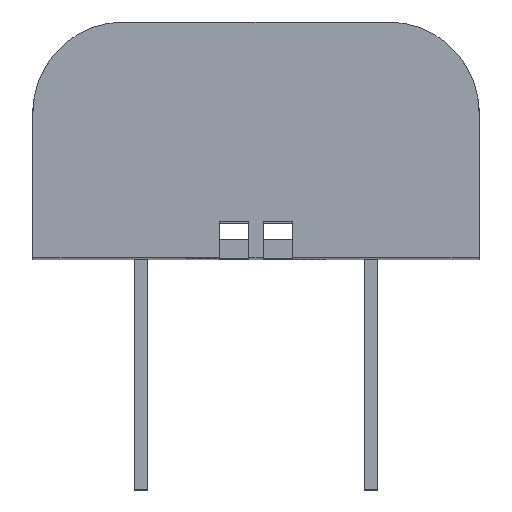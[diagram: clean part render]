
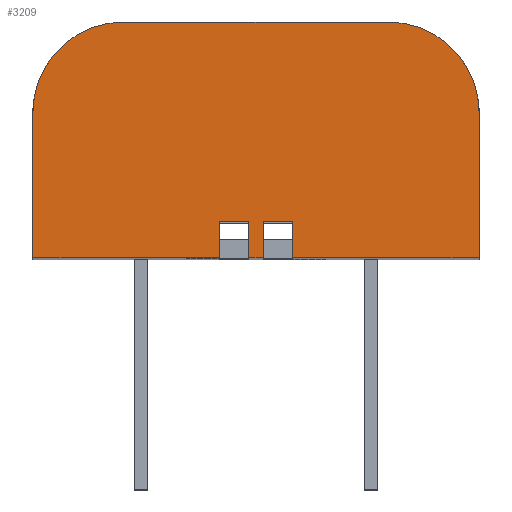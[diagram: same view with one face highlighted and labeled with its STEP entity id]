
A CAD part, top view. The second image highlights one B-rep face of the part: STEP entity #3209.
In plain terms, the highlighted planar face has unit normal (0, 0, 1).
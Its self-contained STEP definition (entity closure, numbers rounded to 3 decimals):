
#3046=VERTEX_POINT('NONE',#3047);
#3047=CARTESIAN_POINT('',(2.0,-6.5,26.49));
#3064=VERTEX_POINT('NONE',#3065);
#3065=CARTESIAN_POINT('',(0.4,-6.5,26.49));
#3071=EDGE_CURVE('NONE',#3064,#3072,#3074,.F.);
#3072=VERTEX_POINT('NONE',#3073);
#3073=CARTESIAN_POINT('',(-0.4,-6.5,26.49));
#3074=LINE('',#3075,#3076);
#3075=CARTESIAN_POINT('',(-12.295,-6.5,26.49));
#3076=VECTOR('',#3077,1.0);
#3077=DIRECTION('',(1.0,0.0,0.0));
#3096=VERTEX_POINT('NONE',#3097);
#3097=CARTESIAN_POINT('',(-2.0,-6.5,26.49));
#3103=EDGE_CURVE('NONE',#3096,#3104,#3106,.F.);
#3104=VERTEX_POINT('NONE',#3105);
#3105=CARTESIAN_POINT('',(-12.295,-6.5,26.49));
#3106=LINE('',#3107,#3108);
#3107=CARTESIAN_POINT('',(-12.295,-6.5,26.49));
#3108=VECTOR('',#3109,1.0);
#3109=DIRECTION('',(1.0,0.0,0.0));
#3192=VERTEX_POINT('NONE',#3193);
#3193=CARTESIAN_POINT('',(12.295,-6.5,26.49));
#3199=EDGE_CURVE('NONE',#3192,#3046,#3200,.F.);
#3200=LINE('',#3201,#3202);
#3201=CARTESIAN_POINT('',(-12.295,-6.5,26.49));
#3202=VECTOR('',#3203,1.0);
#3203=DIRECTION('',(1.0,0.0,0.0));
#3209=ADVANCED_FACE('NONE',(#3210),#3299,.T.);
#3210=FACE_BOUND('NONE',#3211,.T.);
#3211=EDGE_LOOP('',(#3212,#3222,#3228,#3229,#3237,#3246,#3254,#3263,#3269,#3270,#3278,#3286,#3292,#3293));
#3212=ORIENTED_EDGE('',*,*,#3213,.T.);
#3213=EDGE_CURVE('NONE',#3214,#3216,#3218,.T.);
#3214=VERTEX_POINT('NONE',#3215);
#3215=CARTESIAN_POINT('',(0.4,-4.5,26.49));
#3216=VERTEX_POINT('NONE',#3217);
#3217=CARTESIAN_POINT('',(2.0,-4.5,26.49));
#3218=LINE('',#3219,#3220);
#3219=CARTESIAN_POINT('',(0.4,-4.5,26.49));
#3220=VECTOR('',#3221,1.0);
#3221=DIRECTION('',(1.0,0.0,0.0));
#3222=ORIENTED_EDGE('',*,*,#3223,.T.);
#3223=EDGE_CURVE('NONE',#3216,#3046,#3224,.T.);
#3224=LINE('',#3225,#3226);
#3225=CARTESIAN_POINT('',(2.0,-4.5,26.49));
#3226=VECTOR('',#3227,1.0);
#3227=DIRECTION('',(0.,-1.0,0.0));
#3228=ORIENTED_EDGE('',*,*,#3199,.F.);
#3229=ORIENTED_EDGE('',*,*,#3230,.T.);
#3230=EDGE_CURVE('NONE',#3192,#3231,#3233,.T.);
#3231=VERTEX_POINT('NONE',#3232);
#3232=CARTESIAN_POINT('',(12.295,1.5,26.49));
#3233=LINE('',#3234,#3235);
#3234=CARTESIAN_POINT('',(12.295,1.5,26.49));
#3235=VECTOR('',#3236,1.0);
#3236=DIRECTION('',(0.0,1.0,0.0));
#3237=ORIENTED_EDGE('',*,*,#3238,.T.);
#3238=EDGE_CURVE('NONE',#3231,#3239,#3241,.T.);
#3239=VERTEX_POINT('NONE',#3240);
#3240=CARTESIAN_POINT('',(7.295,6.5,26.49));
#3241=CIRCLE('',#3242,5.0);
#3242=AXIS2_PLACEMENT_3D('',#3243,#3244,#3245);
#3243=CARTESIAN_POINT('',(7.295,1.5,26.49));
#3244=DIRECTION('',(0.0,0.0,1.0));
#3245=DIRECTION('',(-1.0,0.0,0.0));
#3246=ORIENTED_EDGE('',*,*,#3247,.T.);
#3247=EDGE_CURVE('NONE',#3239,#3248,#3250,.T.);
#3248=VERTEX_POINT('NONE',#3249);
#3249=CARTESIAN_POINT('',(-7.295,6.5,26.49));
#3250=LINE('',#3251,#3252);
#3251=CARTESIAN_POINT('',(-7.295,6.5,26.49));
#3252=VECTOR('',#3253,1.0);
#3253=DIRECTION('',(-1.0,0.0,0.0));
#3254=ORIENTED_EDGE('',*,*,#3255,.T.);
#3255=EDGE_CURVE('NONE',#3248,#3256,#3258,.T.);
#3256=VERTEX_POINT('NONE',#3257);
#3257=CARTESIAN_POINT('',(-12.295,1.5,26.49));
#3258=CIRCLE('',#3259,5.0);
#3259=AXIS2_PLACEMENT_3D('',#3260,#3261,#3262);
#3260=CARTESIAN_POINT('',(-7.295,1.5,26.49));
#3261=DIRECTION('',(0.0,0.0,1.0));
#3262=DIRECTION('',(1.0,0.0,0.0));
#3263=ORIENTED_EDGE('',*,*,#3264,.T.);
#3264=EDGE_CURVE('NONE',#3256,#3104,#3265,.T.);
#3265=LINE('',#3266,#3267);
#3266=CARTESIAN_POINT('',(-12.295,1.5,26.49));
#3267=VECTOR('',#3268,1.0);
#3268=DIRECTION('',(0.0,-1.0,0.0));
#3269=ORIENTED_EDGE('',*,*,#3103,.F.);
#3270=ORIENTED_EDGE('',*,*,#3271,.T.);
#3271=EDGE_CURVE('NONE',#3096,#3272,#3274,.T.);
#3272=VERTEX_POINT('NONE',#3273);
#3273=CARTESIAN_POINT('',(-2.0,-4.5,26.49));
#3274=LINE('',#3275,#3276);
#3275=CARTESIAN_POINT('',(-2.0,-4.5,26.49));
#3276=VECTOR('',#3277,1.0);
#3277=DIRECTION('',(0.,1.0,0.0));
#3278=ORIENTED_EDGE('',*,*,#3279,.T.);
#3279=EDGE_CURVE('NONE',#3272,#3280,#3282,.T.);
#3280=VERTEX_POINT('NONE',#3281);
#3281=CARTESIAN_POINT('',(-0.4,-4.5,26.49));
#3282=LINE('',#3283,#3284);
#3283=CARTESIAN_POINT('',(-0.4,-4.5,26.49));
#3284=VECTOR('',#3285,1.0);
#3285=DIRECTION('',(1.0,0.0,0.0));
#3286=ORIENTED_EDGE('',*,*,#3287,.T.);
#3287=EDGE_CURVE('NONE',#3280,#3072,#3288,.T.);
#3288=LINE('',#3289,#3290);
#3289=CARTESIAN_POINT('',(-0.4,-4.5,26.49));
#3290=VECTOR('',#3291,1.0);
#3291=DIRECTION('',(0.,-1.0,0.0));
#3292=ORIENTED_EDGE('',*,*,#3071,.F.);
#3293=ORIENTED_EDGE('',*,*,#3294,.T.);
#3294=EDGE_CURVE('NONE',#3064,#3214,#3295,.T.);
#3295=LINE('',#3296,#3297);
#3296=CARTESIAN_POINT('',(0.4,-4.5,26.49));
#3297=VECTOR('',#3298,1.0);
#3298=DIRECTION('',(0.,1.0,0.0));
#3299=PLANE('',#3300);
#3300=AXIS2_PLACEMENT_3D('',#3301,#3302,#3303);
#3301=CARTESIAN_POINT('',(-7.295,1.5,26.49));
#3302=DIRECTION('',(0.0,0.0,1.0));
#3303=DIRECTION('',(1.0,0.0,0.0));
